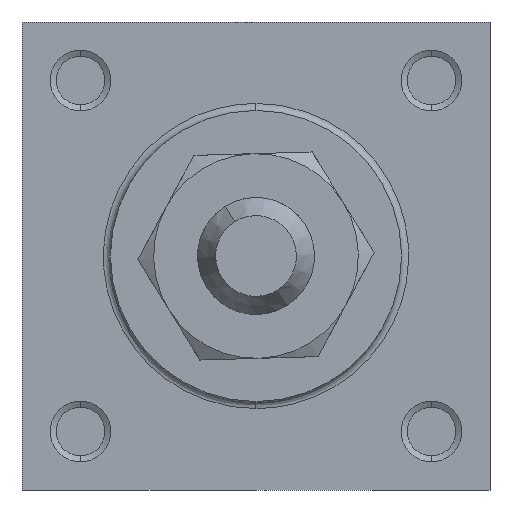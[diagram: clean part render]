
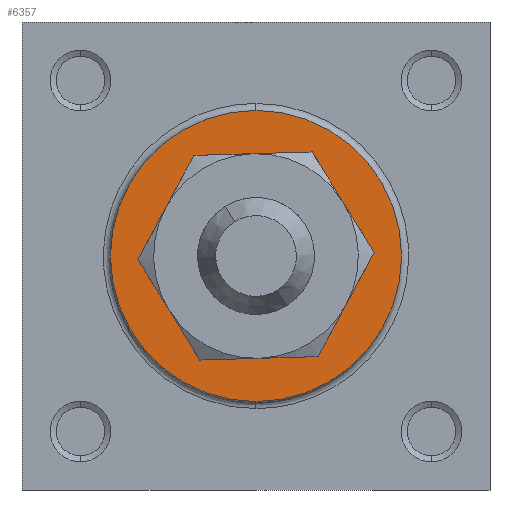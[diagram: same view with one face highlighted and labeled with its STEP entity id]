
A CAD part, front view. The second image highlights one B-rep face of the part: STEP entity #6357.
In plain terms, the highlighted planar face has unit normal (0, -1, 0).
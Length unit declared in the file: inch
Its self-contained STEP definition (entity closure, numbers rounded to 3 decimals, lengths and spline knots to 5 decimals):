
#376 = CARTESIAN_POINT ( 'NONE',  ( 0., -0.506, 0. ) ) ;
#890 = DIRECTION ( 'NONE',  ( 0., 0., -1. ) ) ;
#916 = DIRECTION ( 'NONE',  ( 0., -1., 0. ) ) ;
#1288 = ORIENTED_EDGE ( 'NONE', *, *, #6382, .T. ) ;
#1769 = ORIENTED_EDGE ( 'NONE', *, *, #20927, .T. ) ;
#2123 = ORIENTED_EDGE ( 'NONE', *, *, #7092, .T. ) ;
#2161 = ORIENTED_EDGE ( 'NONE', *, *, #20115, .T. ) ;
#2199 = CARTESIAN_POINT ( 'NONE',  ( 0., -0.506, 0. ) ) ;
#2306 = CIRCLE ( 'NONE', #8482, 0.156 ) ;
#4070 = DIRECTION ( 'NONE',  ( 0., 0., -1. ) ) ;
#6357 = ADVANCED_FACE ( 'NONE', ( #23565, #18785 ), #11284, .T. ) ;
#6382 = EDGE_CURVE ( 'NONE', #19508, #8664, #11701, .T. ) ;
#6471 = DIRECTION ( 'NONE',  ( 0., 0., 1. ) ) ;
#6566 = DIRECTION ( 'NONE',  ( 0., 1., 0. ) ) ;
#7092 = EDGE_CURVE ( 'NONE', #19505, #14508, #19188, .T. ) ;
#7124 = CARTESIAN_POINT ( 'NONE',  ( 0., -0.506, 0. ) ) ;
#7232 = EDGE_LOOP ( 'NONE', ( #1769, #1288 ) ) ;
#7967 = DIRECTION ( 'NONE',  ( 0., 1., 0. ) ) ;
#8044 = AXIS2_PLACEMENT_3D ( 'NONE', #376, #916, #890 ) ;
#8482 = AXIS2_PLACEMENT_3D ( 'NONE', #18841, #7967, #20703 ) ;
#8664 = VERTEX_POINT ( 'NONE', #22827 ) ;
#8982 = DIRECTION ( 'NONE',  ( 0., 0., -1. ) ) ;
#9097 = CARTESIAN_POINT ( 'NONE',  ( -0.5, -0.506, -0.5 ) ) ;
#9098 = AXIS2_PLACEMENT_3D ( 'NONE', #2199, #14886, #4070 ) ;
#9461 = DIRECTION ( 'NONE',  ( 0., -1., 0. ) ) ;
#9528 = AXIS2_PLACEMENT_3D ( 'NONE', #9097, #9461, #8982 ) ;
#9554 = AXIS2_PLACEMENT_3D ( 'NONE', #7124, #6566, #6471 ) ;
#9608 = CARTESIAN_POINT ( 'NONE',  ( 0., -0.506, -0.311 ) ) ;
#11284 = PLANE ( 'NONE',  #9528 ) ;
#11503 = CARTESIAN_POINT ( 'NONE',  ( 0., -0.506, -0.156 ) ) ;
#11701 = CIRCLE ( 'NONE', #9554, 0.156 ) ;
#12833 = CIRCLE ( 'NONE', #9098, 0.311 ) ;
#14020 = EDGE_LOOP ( 'NONE', ( #2123, #2161 ) ) ;
#14508 = VERTEX_POINT ( 'NONE', #19165 ) ;
#14886 = DIRECTION ( 'NONE',  ( 0., -1., 0. ) ) ;
#18785 = FACE_OUTER_BOUND ( 'NONE', #14020, .T. ) ;
#18841 = CARTESIAN_POINT ( 'NONE',  ( 0., -0.506, 0. ) ) ;
#19165 = CARTESIAN_POINT ( 'NONE',  ( 0., -0.506, 0.311 ) ) ;
#19188 = CIRCLE ( 'NONE', #8044, 0.311 ) ;
#19505 = VERTEX_POINT ( 'NONE', #9608 ) ;
#19508 = VERTEX_POINT ( 'NONE', #11503 ) ;
#20115 = EDGE_CURVE ( 'NONE', #14508, #19505, #12833, .T. ) ;
#20703 = DIRECTION ( 'NONE',  ( 0., 0., 1. ) ) ;
#20927 = EDGE_CURVE ( 'NONE', #8664, #19508, #2306, .T. ) ;
#22827 = CARTESIAN_POINT ( 'NONE',  ( 0., -0.506, 0.156 ) ) ;
#23565 = FACE_BOUND ( 'NONE', #7232, .T. ) ;
